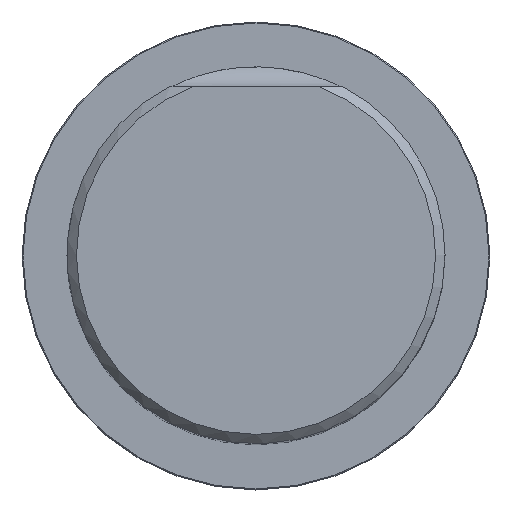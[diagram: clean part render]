
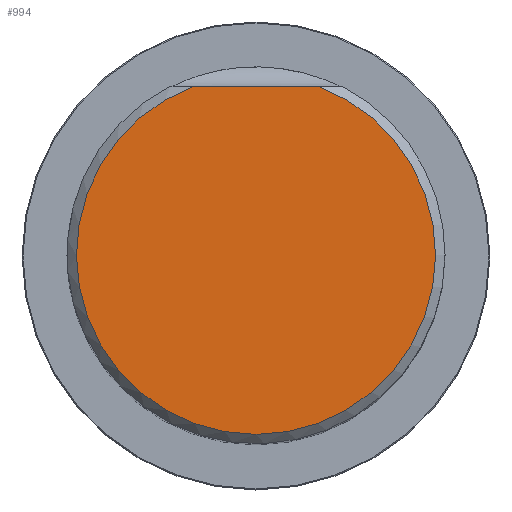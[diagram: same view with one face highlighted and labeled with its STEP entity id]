
A CAD part, top view. The second image highlights one B-rep face of the part: STEP entity #994.
In plain terms, the highlighted planar face has unit normal (0, 0, 1).
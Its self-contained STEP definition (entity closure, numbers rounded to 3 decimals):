
#284=PLANE('',#5109);
#434=LINE('',#7422,#690);
#690=VECTOR('',#5723,1.);
#994=ADVANCED_FACE('CU_SU_1',(#1334),#284,.T.);
#1334=FACE_OUTER_BOUND('',#1579,.T.);
#1579=EDGE_LOOP('',(#2296,#2297));
#2009=CIRCLE('',#5108,18.996);
#2296=ORIENTED_EDGE('',*,*,#4123,.F.);
#2297=ORIENTED_EDGE('',*,*,#4124,.F.);
#3627=VERTEX_POINT('',#7420);
#3628=VERTEX_POINT('',#7421);
#4123=EDGE_CURVE('',#3627,#3628,#2009,.T.);
#4124=EDGE_CURVE('',#3628,#3627,#434,.T.);
#5108=AXIS2_PLACEMENT_3D('',#7419,#5721,#5722);
#5109=AXIS2_PLACEMENT_3D('',#7423,#5724,#5725);
#5721=DIRECTION('',(0.,0.,-1.));
#5722=DIRECTION('',(1.,0.,0.));
#5723=DIRECTION('',(1.,0.,0.));
#5724=DIRECTION('',(0.,0.,1.));
#5725=DIRECTION('',(1.,0.,0.));
#7419=CARTESIAN_POINT('',(0.,0.,70.));
#7420=CARTESIAN_POINT('',(6.623,17.804,70.));
#7421=CARTESIAN_POINT('',(-6.623,17.804,70.));
#7422=CARTESIAN_POINT('',(-50.,17.804,70.));
#7423=CARTESIAN_POINT('',(0.,0.,70.));
